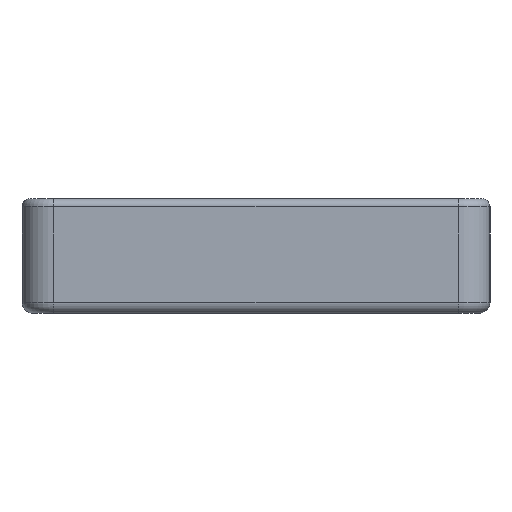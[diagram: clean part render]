
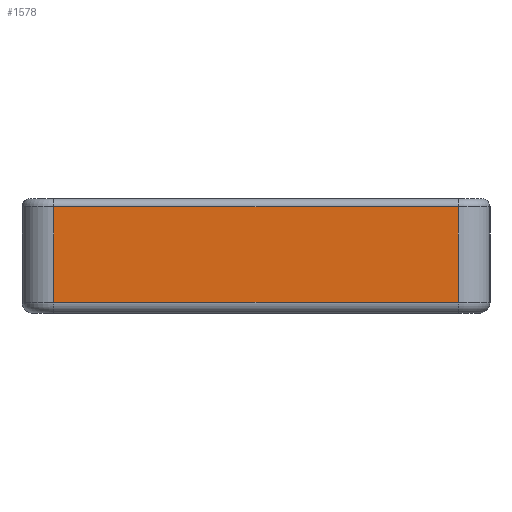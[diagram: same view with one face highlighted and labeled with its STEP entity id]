
A CAD part, left-side view. The second image highlights one B-rep face of the part: STEP entity #1578.
In plain terms, the highlighted planar face has unit normal (-1, 0, 0).
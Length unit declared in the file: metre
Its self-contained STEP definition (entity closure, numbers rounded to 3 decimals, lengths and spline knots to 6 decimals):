
#61=PLANE('',#1737);
#216=ORIENTED_EDGE('',*,*,#683,.F.);
#217=ORIENTED_EDGE('',*,*,#685,.T.);
#218=ORIENTED_EDGE('',*,*,#686,.T.);
#219=ORIENTED_EDGE('',*,*,#687,.T.);
#683=EDGE_CURVE('',#919,#920,#1068,.T.);
#685=EDGE_CURVE('',#919,#921,#1069,.T.);
#686=EDGE_CURVE('',#921,#922,#1070,.T.);
#687=EDGE_CURVE('',#922,#920,#1071,.F.);
#919=VERTEX_POINT('',#2428);
#920=VERTEX_POINT('',#2430);
#921=VERTEX_POINT('',#2434);
#922=VERTEX_POINT('',#2436);
#1068=LINE('',#2429,#1200);
#1069=LINE('',#2433,#1201);
#1070=LINE('',#2435,#1202);
#1071=LINE('',#2437,#1203);
#1200=VECTOR('',#1943,1.);
#1201=VECTOR('',#1948,1.);
#1202=VECTOR('',#1949,1.);
#1203=VECTOR('',#1950,1.);
#1332=EDGE_LOOP('',(#216,#217,#218,#219));
#1434=FACE_BOUND('',#1332,.T.);
#1578=ADVANCED_FACE('',(#1434),#61,.T.);
#1737=AXIS2_PLACEMENT_3D('',#2432,#1946,#1947);
#1943=DIRECTION('',(0.,0.,1.));
#1946=DIRECTION('',(-1.,0.,0.));
#1947=DIRECTION('',(0.,-1.,0.));
#1948=DIRECTION('',(0.,-1.,0.));
#1949=DIRECTION('',(0.,0.,1.));
#1950=DIRECTION('',(0.,-1.,0.));
#2428=CARTESIAN_POINT('',(-0.128405,0.036941,-0.018));
#2429=CARTESIAN_POINT('',(-0.128405,0.036941,0.));
#2430=CARTESIAN_POINT('',(-0.128405,0.036941,-0.0005));
#2432=CARTESIAN_POINT('',(-0.128405,-0.000071,0.));
#2433=CARTESIAN_POINT('',(-0.128405,-0.037083,-0.018));
#2434=CARTESIAN_POINT('',(-0.128405,-0.037083,-0.018));
#2435=CARTESIAN_POINT('',(-0.128405,-0.037083,0.));
#2436=CARTESIAN_POINT('',(-0.128405,-0.037083,-0.0005));
#2437=CARTESIAN_POINT('',(-0.128405,-0.000071,-0.0005));
